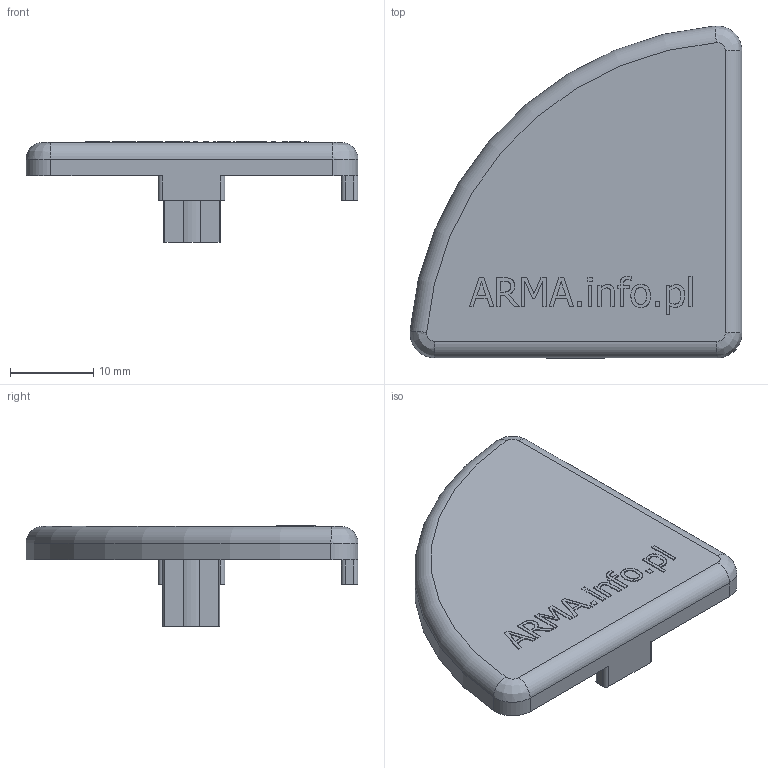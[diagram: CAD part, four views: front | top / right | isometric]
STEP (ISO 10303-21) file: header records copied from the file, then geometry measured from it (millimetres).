
FILE_DESCRIPTION((''),'2;1');
FILE_NAME('AR3524.stp','2016-08-23T10:31:19',('Konstruktor II'),(''),'Autodesk Inventor 2013','Autodesk Inventor 2013','');
FILE_SCHEMA(('AUTOMOTIVE_DESIGN { 1 0 10303 214 1 1 1 1 }'));
Length unit declared in the file: millimetre
Products named in the file (1): AR3524
Bounding box: 39.87 x 39.87 x 12.1 mm (x, y, z)
Volume: 3240.4 mm3; surface area: 3624.9 mm2
Topology: 2 solids, 2 shells, 193 faces, 507 edges, 336 vertices
Faces by surface type: plane 135, bspline 35, cylinder 22, torus 1
Entity records: 6203 total; most frequent: CARTESIAN_POINT 1585, ORIENTED_EDGE 1014, DIRECTION 811, EDGE_CURVE 507, VECTOR 393, LINE 393, VERTEX_POINT 336, EDGE_LOOP 211
